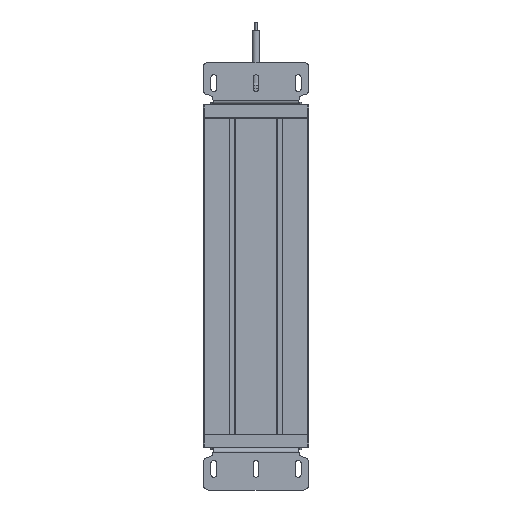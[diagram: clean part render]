
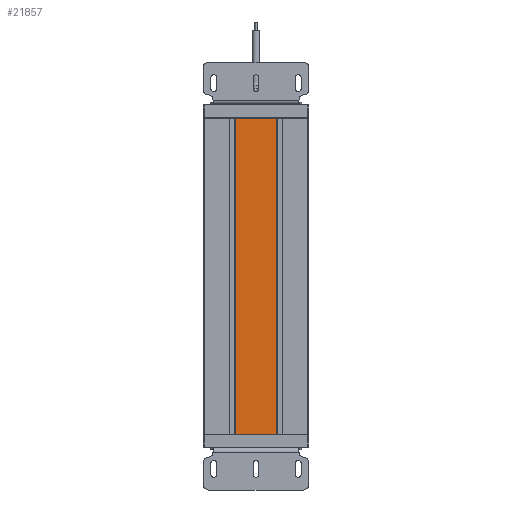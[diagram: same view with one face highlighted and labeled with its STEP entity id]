
A CAD part, front view. The second image highlights one B-rep face of the part: STEP entity #21857.
In plain terms, the highlighted planar face has unit normal (0, -1, 0).
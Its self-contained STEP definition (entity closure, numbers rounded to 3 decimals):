
#451 = DIRECTION ( 'NONE',  ( 0., 0., 1. ) ) ;
#488 = EDGE_CURVE ( 'NONE', #22270, #28312, #14347, .T. ) ;
#2996 = CARTESIAN_POINT ( 'NONE',  ( -69.45, 11., -312.5 ) ) ;
#3998 = VERTEX_POINT ( 'NONE', #30455 ) ;
#5197 = ORIENTED_EDGE ( 'NONE', *, *, #488, .F. ) ;
#5547 = PLANE ( 'NONE',  #22038 ) ;
#5898 = DIRECTION ( 'NONE',  ( 0., 0., 1. ) ) ;
#6569 = EDGE_CURVE ( 'NONE', #27473, #3998, #16669, .T. ) ;
#7043 = LINE ( 'NONE', #23147, #9851 ) ;
#7292 = ORIENTED_EDGE ( 'NONE', *, *, #6569, .T. ) ;
#8890 = LINE ( 'NONE', #25526, #17597 ) ;
#9105 = EDGE_CURVE ( 'NONE', #3998, #28312, #8890, .T. ) ;
#9211 = VECTOR ( 'NONE', #451, 1000. ) ;
#9851 = VECTOR ( 'NONE', #31620, 1000. ) ;
#10264 = CARTESIAN_POINT ( 'NONE',  ( -69.451, 11., -13. ) ) ;
#12770 = CARTESIAN_POINT ( 'NONE',  ( -30.549, 11., -312.5 ) ) ;
#13820 = DIRECTION ( 'NONE',  ( -1., 0., 0. ) ) ;
#14347 = LINE ( 'NONE', #17450, #9211 ) ;
#14602 = ORIENTED_EDGE ( 'NONE', *, *, #15572, .T. ) ;
#15572 = EDGE_CURVE ( 'NONE', #22270, #27473, #7043, .T. ) ;
#16669 = LINE ( 'NONE', #24544, #20342 ) ;
#17450 = CARTESIAN_POINT ( 'NONE',  ( -69.451, 11., -312.5 ) ) ;
#17597 = VECTOR ( 'NONE', #13820, 1000. ) ;
#19224 = CARTESIAN_POINT ( 'NONE',  ( -69.451, 11., -312.5 ) ) ;
#20342 = VECTOR ( 'NONE', #5898, 1000. ) ;
#21857 = ADVANCED_FACE ( 'NONE', ( #24753 ), #5547, .T. ) ;
#22038 = AXIS2_PLACEMENT_3D ( 'NONE', #2996, #35930, #36122 ) ;
#22270 = VERTEX_POINT ( 'NONE', #19224 ) ;
#22435 = EDGE_LOOP ( 'NONE', ( #30169, #5197, #14602, #7292 ) ) ;
#23147 = CARTESIAN_POINT ( 'NONE',  ( -69.451, 11., -312.5 ) ) ;
#24544 = CARTESIAN_POINT ( 'NONE',  ( -30.549, 11., -312.5 ) ) ;
#24753 = FACE_OUTER_BOUND ( 'NONE', #22435, .T. ) ;
#25526 = CARTESIAN_POINT ( 'NONE',  ( -69.451, 11., -13. ) ) ;
#27473 = VERTEX_POINT ( 'NONE', #12770 ) ;
#28312 = VERTEX_POINT ( 'NONE', #10264 ) ;
#30169 = ORIENTED_EDGE ( 'NONE', *, *, #9105, .T. ) ;
#30455 = CARTESIAN_POINT ( 'NONE',  ( -30.549, 11., -13. ) ) ;
#31620 = DIRECTION ( 'NONE',  ( 1., 0., 0. ) ) ;
#35930 = DIRECTION ( 'NONE',  ( 0., -1., 0. ) ) ;
#36122 = DIRECTION ( 'NONE',  ( -1., 0., 0. ) ) ;
